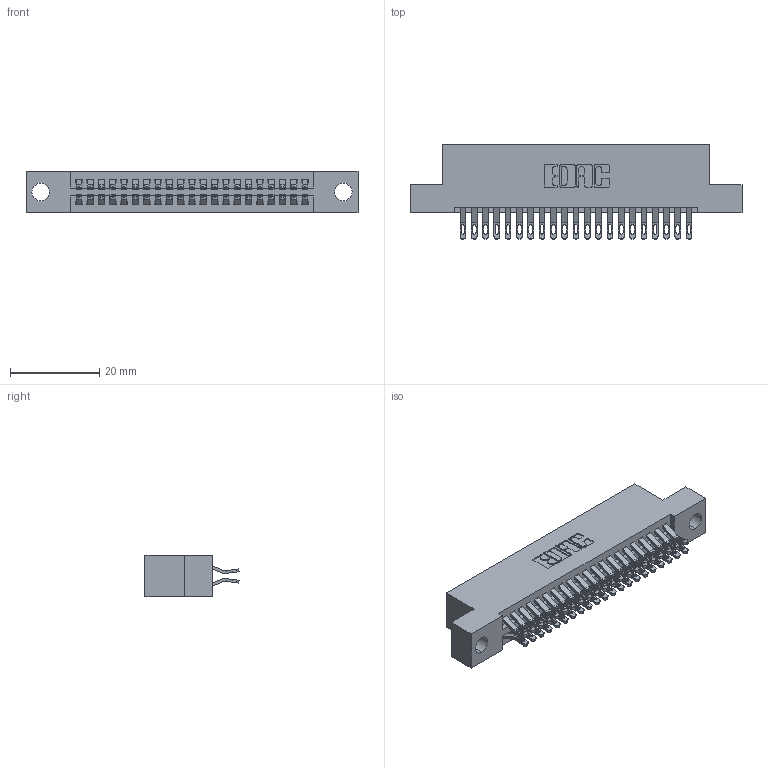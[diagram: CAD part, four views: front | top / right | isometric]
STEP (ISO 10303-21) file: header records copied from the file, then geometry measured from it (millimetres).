
FILE_DESCRIPTION (( 'STEP AP203' ), '1' );
FILE_NAME ('395-042-555-204.STEP', '2018-11-15T11:55:53', ( '' ), ( '' ), 'SwSTEP 2.0', 'SolidWorks 2016', '' );
FILE_SCHEMA (( 'CONFIG_CONTROL_DESIGN' ));
Length unit declared in the file: inch
Products named in the file (3): 395-042-555-204; 345-292-001_555 Tail; 345 Part_Flush Mounting Lugs - 0.156 Dia-TH
Assembly tree (43 placements, depth 2):
  395-042-555-204
    345 Part_Flush Mounting Lugs - 0.156 Dia-TH
    345-292-001_555 Tail  x42
Bounding box: 74.55 x 21.13 x 9.4 mm (x, y, z)
Volume: 7080.8 mm3; surface area: 10298.8 mm2
Topology: 43 solids, 43 shells, 2478 faces, 7775 edges, 5182 vertices
Faces by surface type: plane 1382, cylinder 1096
Entity records: 19633 total; most frequent: CARTESIAN_POINT 3346, ORIENTED_EDGE 3250, DIRECTION 2945, EDGE_CURVE 1625, VECTOR 1389, LINE 1389, VERTEX_POINT 1082, AXIS2_PLACEMENT_3D 778
